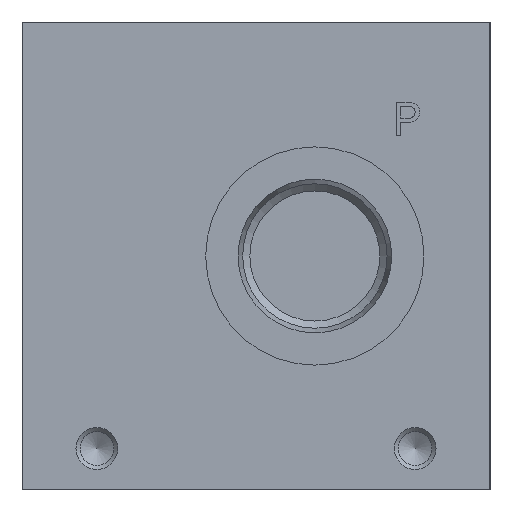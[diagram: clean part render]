
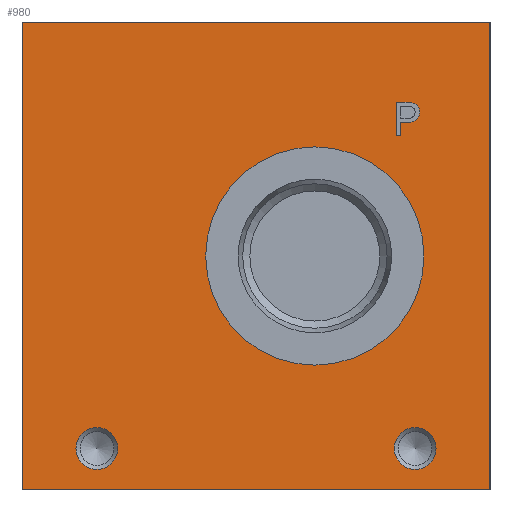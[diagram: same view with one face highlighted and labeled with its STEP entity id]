
A CAD part, left-side view. The second image highlights one B-rep face of the part: STEP entity #980.
In plain terms, the highlighted planar face has unit normal (-1, 0, 0).
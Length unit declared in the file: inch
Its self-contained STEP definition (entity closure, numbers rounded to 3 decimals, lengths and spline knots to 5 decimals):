
#980 = ADVANCED_FACE( '', ( #2340, #2341, #2342, #2343, #2344 ), #2345, .F. );
#2340 = FACE_BOUND( '', #4022, .T. );
#2341 = FACE_BOUND( '', #4023, .T. );
#2342 = FACE_BOUND( '', #4024, .T. );
#2343 = FACE_BOUND( '', #4025, .T. );
#2344 = FACE_OUTER_BOUND( '', #4026, .T. );
#2345 = PLANE( '', #4027 );
#4022 = EDGE_LOOP( '', ( #6876, #6877, #6878, #6879, #6880, #6881 ) );
#4023 = EDGE_LOOP( '', ( #6882 ) );
#4024 = EDGE_LOOP( '', ( #6883 ) );
#4025 = EDGE_LOOP( '', ( #6884 ) );
#4026 = EDGE_LOOP( '', ( #6885, #6886, #6887, #6888 ) );
#4027 = AXIS2_PLACEMENT_3D( '', #6889, #6890, #6891 );
#6876 = ORIENTED_EDGE( '', *, *, #9803, .F. );
#6877 = ORIENTED_EDGE( '', *, *, #9804, .F. );
#6878 = ORIENTED_EDGE( '', *, *, #8945, .F. );
#6879 = ORIENTED_EDGE( '', *, *, #8875, .F. );
#6880 = ORIENTED_EDGE( '', *, *, #8979, .F. );
#6881 = ORIENTED_EDGE( '', *, *, #9805, .F. );
#6882 = ORIENTED_EDGE( '', *, *, #9786, .T. );
#6883 = ORIENTED_EDGE( '', *, *, #9806, .T. );
#6884 = ORIENTED_EDGE( '', *, *, #9215, .T. );
#6885 = ORIENTED_EDGE( '', *, *, #9807, .F. );
#6886 = ORIENTED_EDGE( '', *, *, #9518, .F. );
#6887 = ORIENTED_EDGE( '', *, *, #9700, .F. );
#6888 = ORIENTED_EDGE( '', *, *, #9132, .F. );
#6889 = CARTESIAN_POINT( '', ( 0., 0., 0. ) );
#6890 = DIRECTION( '', ( 1., 0., 0. ) );
#6891 = DIRECTION( '', ( 0., 0., -1. ) );
#8875 = EDGE_CURVE( '', #10441, #10442, #10443, .T. );
#8945 = EDGE_CURVE( '', #10442, #10561, #10562, .T. );
#8979 = EDGE_CURVE( '', #10618, #10441, #10619, .T. );
#9132 = EDGE_CURVE( '', #10883, #10884, #10885, .T. );
#9215 = EDGE_CURVE( '', #11021, #11021, #11022, .T. );
#9518 = EDGE_CURVE( '', #11492, #11493, #11494, .T. );
#9700 = EDGE_CURVE( '', #10884, #11492, #11781, .T. );
#9786 = EDGE_CURVE( '', #11884, #11884, #11885, .T. );
#9803 = EDGE_CURVE( '', #11907, #11908, #11909, .T. );
#9804 = EDGE_CURVE( '', #10561, #11907, #11910, .T. );
#9805 = EDGE_CURVE( '', #11908, #10618, #11911, .T. );
#9806 = EDGE_CURVE( '', #11912, #11912, #11913, .T. );
#9807 = EDGE_CURVE( '', #11493, #10883, #11914, .T. );
#10441 = VERTEX_POINT( '', #12682 );
#10442 = VERTEX_POINT( '', #12683 );
#10443 = LINE( '', #12684, #12685 );
#10561 = VERTEX_POINT( '', #12837 );
#10562 = LINE( '', #12838, #12839 );
#10618 = VERTEX_POINT( '', #12917 );
#10619 = CIRCLE( '', #12918, 0.07363 );
#10883 = VERTEX_POINT( '', #13243 );
#10884 = VERTEX_POINT( '', #13244 );
#10885 = LINE( '', #13245, #13246 );
#11021 = VERTEX_POINT( '', #13424 );
#11022 = CIRCLE( '', #13425, 0.816 );
#11492 = VERTEX_POINT( '', #14056 );
#11493 = VERTEX_POINT( '', #14057 );
#11494 = LINE( '', #14058, #14059 );
#11781 = LINE( '', #14460, #14461 );
#11884 = VERTEX_POINT( '', #14599 );
#11885 = CIRCLE( '', #14600, 0.15625 );
#11907 = VERTEX_POINT( '', #14630 );
#11908 = VERTEX_POINT( '', #14631 );
#11909 = LINE( '', #14632, #14633 );
#11910 = LINE( '', #14634, #14635 );
#11911 = LINE( '', #14636, #14637 );
#11912 = VERTEX_POINT( '', #14638 );
#11913 = CIRCLE( '', #14639, 0.15625 );
#11914 = LINE( '', #14640, #14641 );
#12682 = CARTESIAN_POINT( '', ( 0., 0.59594, 2.89887 ) );
#12683 = CARTESIAN_POINT( '', ( 0., 0.7, 2.89887 ) );
#12684 = CARTESIAN_POINT( '', ( 0., 0.59594, 2.89887 ) );
#12685 = VECTOR( '', #15446, 39.37008 );
#12837 = CARTESIAN_POINT( '', ( 0., 0.7, 2.65152 ) );
#12838 = CARTESIAN_POINT( '', ( 0., 0.7, 2.89887 ) );
#12839 = VECTOR( '', #15538, 39.37008 );
#12917 = CARTESIAN_POINT( '', ( 0., 0.59214, 2.75203 ) );
#12918 = AXIS2_PLACEMENT_3D( '', #15573, #15574, #15575 );
#13243 = CARTESIAN_POINT( '', ( 0., 3.5, 3.5 ) );
#13244 = CARTESIAN_POINT( '', ( 0., 0., 3.5 ) );
#13245 = CARTESIAN_POINT( '', ( 0., 3.5, 3.5 ) );
#13246 = VECTOR( '', #15823, 39.37008 );
#13424 = CARTESIAN_POINT( '', ( 0., 1.31, 0.934 ) );
#13425 = AXIS2_PLACEMENT_3D( '', #15920, #15921, #15922 );
#14056 = CARTESIAN_POINT( '', ( 0., 0., 0. ) );
#14057 = CARTESIAN_POINT( '', ( 0., 3.5, 0. ) );
#14058 = CARTESIAN_POINT( '', ( 0., 0., 0. ) );
#14059 = VECTOR( '', #16246, 39.37008 );
#14460 = CARTESIAN_POINT( '', ( 0., 0., 3.5 ) );
#14461 = VECTOR( '', #16505, 39.37008 );
#14599 = CARTESIAN_POINT( '', ( 0., 0.56, 0.15375 ) );
#14600 = AXIS2_PLACEMENT_3D( '', #16577, #16578, #16579 );
#14630 = CARTESIAN_POINT( '', ( 0., 0.66709, 2.65152 ) );
#14631 = CARTESIAN_POINT( '', ( 0., 0.66709, 2.75178 ) );
#14632 = CARTESIAN_POINT( '', ( 0., 0.66709, 2.65152 ) );
#14633 = VECTOR( '', #16591, 39.37008 );
#14634 = CARTESIAN_POINT( '', ( 0., 0.7, 2.65152 ) );
#14635 = VECTOR( '', #16592, 39.37008 );
#14636 = CARTESIAN_POINT( '', ( 0., 0.66709, 2.75178 ) );
#14637 = VECTOR( '', #16593, 39.37008 );
#14638 = CARTESIAN_POINT( '', ( 0., 2.94, 0.15375 ) );
#14639 = AXIS2_PLACEMENT_3D( '', #16594, #16595, #16596 );
#14640 = CARTESIAN_POINT( '', ( 0., 3.5, 0. ) );
#14641 = VECTOR( '', #16597, 39.37008 );
#15446 = DIRECTION( '', ( 0., 1., 0. ) );
#15538 = DIRECTION( '', ( 0., 0., -1. ) );
#15573 = CARTESIAN_POINT( '', ( 0., 0.59921, 2.82532 ) );
#15574 = DIRECTION( '', ( -1., 0., 0. ) );
#15575 = DIRECTION( '', ( 0., 0., 1. ) );
#15823 = DIRECTION( '', ( 0., -1., 0. ) );
#15920 = CARTESIAN_POINT( '', ( 0., 1.31, 1.75 ) );
#15921 = DIRECTION( '', ( 1., 0., 0. ) );
#15922 = DIRECTION( '', ( 0., 0., -1. ) );
#16246 = DIRECTION( '', ( 0., 1., 0. ) );
#16505 = DIRECTION( '', ( 0., 0., -1. ) );
#16577 = CARTESIAN_POINT( '', ( 0., 0.56, 0.31 ) );
#16578 = DIRECTION( '', ( 1., 0., 0. ) );
#16579 = DIRECTION( '', ( 0., 0., -1. ) );
#16591 = DIRECTION( '', ( 0., 0., 1. ) );
#16592 = DIRECTION( '', ( 0., -1., 0. ) );
#16593 = DIRECTION( '', ( 0., -1., 0.003 ) );
#16594 = CARTESIAN_POINT( '', ( 0., 2.94, 0.31 ) );
#16595 = DIRECTION( '', ( 1., 0., 0. ) );
#16596 = DIRECTION( '', ( 0., 0., -1. ) );
#16597 = DIRECTION( '', ( 0., 0., 1. ) );
